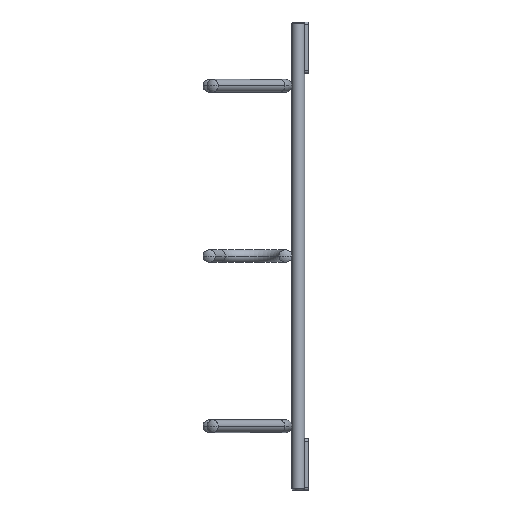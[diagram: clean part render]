
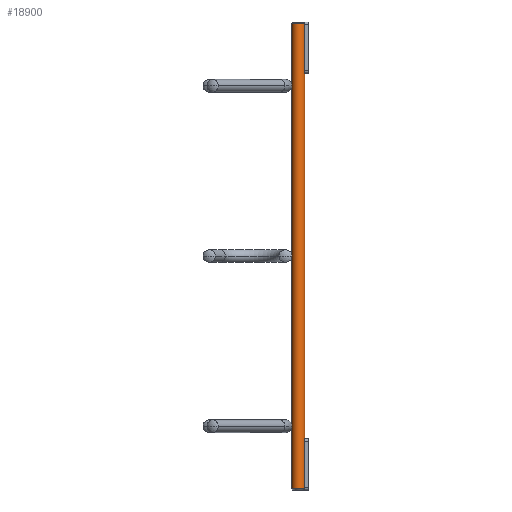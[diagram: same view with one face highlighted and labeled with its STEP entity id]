
A CAD part, front view. The second image highlights one B-rep face of the part: STEP entity #18900.
In plain terms, the highlighted cylindrical face has radius 3 mm (diameter 6 mm), a partial arc.
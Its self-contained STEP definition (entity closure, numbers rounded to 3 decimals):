
#17670=CARTESIAN_POINT('',(3.,0.,-0.5));
#17680=VERTEX_POINT('',#17670);
#17710=CARTESIAN_POINT('',(0.,0.,-0.5));
#17720=DIRECTION('',(0.,0.,1.));
#17730=DIRECTION('',(1.,0.,0.));
#17740=AXIS2_PLACEMENT_3D('',#17710,#17720,#17730);
#17750=CIRCLE('',#17740,3.);
#17760=CARTESIAN_POINT('',(-3.,0.,-0.5));
#17770=VERTEX_POINT('',#17760);
#17780=EDGE_CURVE('',#17770,#17680,#17750,.T.);
#18330=CARTESIAN_POINT('',(-3.,0.,-219.5));
#18340=VERTEX_POINT('',#18330);
#18370=CARTESIAN_POINT('',(0.,0.,-219.5));
#18380=DIRECTION('',(0.,0.,1.));
#18390=DIRECTION('',(1.,0.,0.));
#18400=AXIS2_PLACEMENT_3D('',#18370,#18380,#18390);
#18410=CIRCLE('',#18400,3.);
#18420=CARTESIAN_POINT('',(3.,0.,-219.5));
#18430=VERTEX_POINT('',#18420);
#18440=EDGE_CURVE('',#18340,#18430,#18410,.T.);
#18690=CARTESIAN_POINT('',(0.,0.,0.));
#18700=DIRECTION('',(0.,0.,1.));
#18710=DIRECTION('',(1.,0.,0.));
#18720=AXIS2_PLACEMENT_3D('',#18690,#18700,#18710);
#18730=CYLINDRICAL_SURFACE('',#18720,3.);
#18740=CARTESIAN_POINT('',(3.,0.,0.));
#18750=DIRECTION('',(0.,0.,1.));
#18760=VECTOR('',#18750,1.);
#18770=LINE('',#18740,#18760);
#18780=EDGE_CURVE('',#18430,#17680,#18770,.T.);
#18790=ORIENTED_EDGE('',*,*,#18780,.T.);
#18800=ORIENTED_EDGE('',*,*,#18440,.T.);
#18810=CARTESIAN_POINT('',(-3.,0.,0.));
#18820=DIRECTION('',(0.,0.,1.));
#18830=VECTOR('',#18820,1.);
#18840=LINE('',#18810,#18830);
#18850=EDGE_CURVE('',#18340,#17770,#18840,.T.);
#18860=ORIENTED_EDGE('',*,*,#18850,.F.);
#18870=ORIENTED_EDGE('',*,*,#17780,.F.);
#18880=EDGE_LOOP('',(#18870,#18860,#18800,#18790));
#18890=FACE_OUTER_BOUND('',#18880,.T.);
#18900=ADVANCED_FACE('',(#18890),#18730,.T.);
